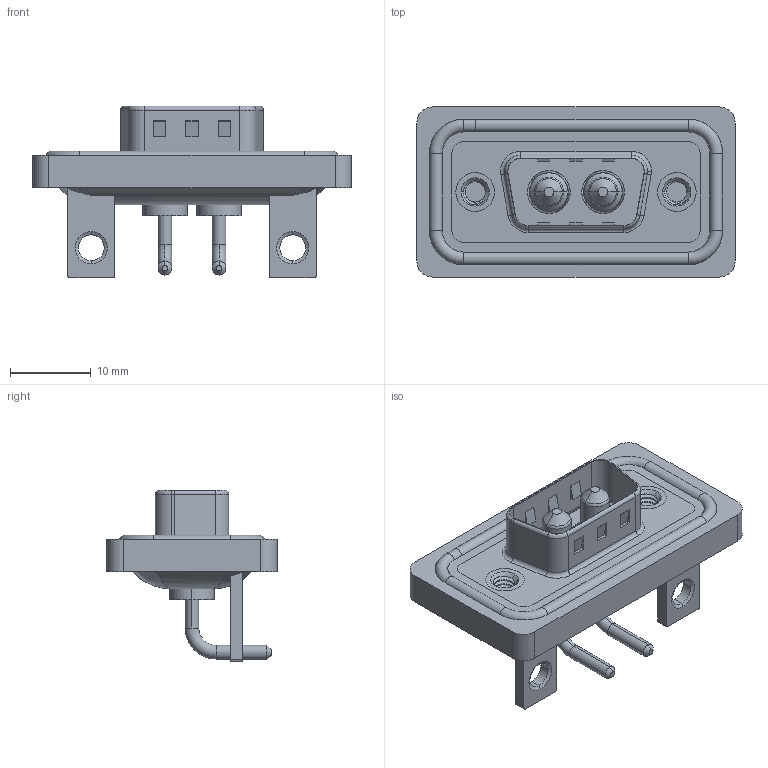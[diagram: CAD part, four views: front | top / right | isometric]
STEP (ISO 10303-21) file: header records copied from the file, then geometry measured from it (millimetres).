
FILE_DESCRIPTION (( 'STEP AP203' ), '1' );
FILE_NAME ('629W2W2-240-1NC.STEP', '2024-04-11T11:21:41', ( '' ), ( '' ), 'SwSTEP 2.0', 'SolidWorks 2023', '' );
FILE_SCHEMA (( 'CONFIG_CONTROL_DESIGN' ));
Length unit declared in the file: millimetre
Products named in the file (8): 629Combo Shell Rear_09 Contacts; 629Combo Stabilizer Bracket; 629Combo Waterproof Housing_09 Contacts; 629Combo Shell Front_09 Contacts; 629Combo Housing_2W2; Power Pin_10A RA; 629W2W2-240-1NC; 629Combo Threaded Rivet_B
Assembly tree (10 placements, depth 2):
  629W2W2-240-1NC
    629Combo Housing_2W2
    629Combo Shell Rear_09 Contacts
    629Combo Shell Front_09 Contacts
    629Combo Waterproof Housing_09 Contacts
    629Combo Threaded Rivet_B  x2
    629Combo Stabilizer Bracket  x2
    Power Pin_10A RA  x2
Bounding box: 39.5 x 21.1 x 21.3 mm (x, y, z)
Volume: 4740.3 mm3; surface area: 7653.6 mm2
Topology: 13 solids, 13 shells, 535 faces, 1305 edges, 815 vertices
Faces by surface type: cylinder 240, plane 185, torus 72, cone 26, bspline 12
Entity records: 15789 total; most frequent: CARTESIAN_POINT 4088, DIRECTION 2391, ORIENTED_EDGE 2176, EDGE_CURVE 1088, AXIS2_PLACEMENT_3D 916, VERTEX_POINT 682, VECTOR 559, LINE 559
